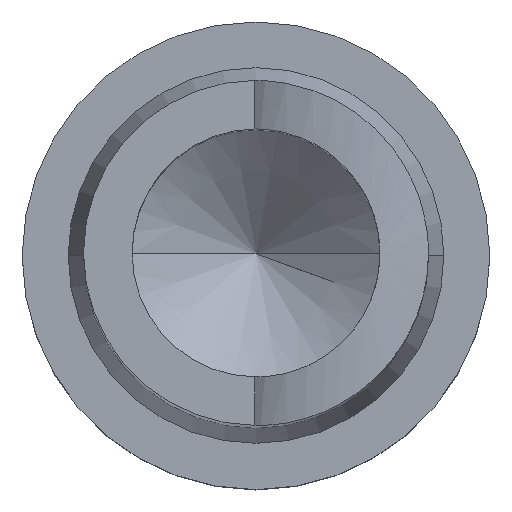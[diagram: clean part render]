
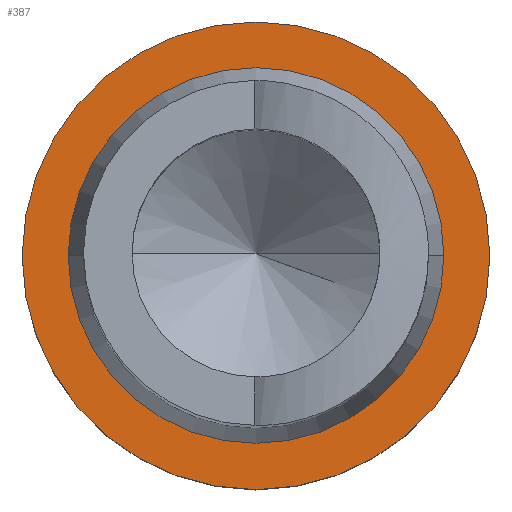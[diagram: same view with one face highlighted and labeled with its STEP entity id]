
A CAD part, top view. The second image highlights one B-rep face of the part: STEP entity #387.
In plain terms, the highlighted planar face has unit normal (0, 0, 1).
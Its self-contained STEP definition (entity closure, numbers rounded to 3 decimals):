
#23 = CARTESIAN_POINT ( 'NONE',  ( 0., 0., 0.79 ) ) ;
#26 = DIRECTION ( 'NONE',  ( -1., 0., 0. ) ) ;
#28 = EDGE_LOOP ( 'NONE', ( #168, #418 ) ) ;
#87 = DIRECTION ( 'NONE',  ( 0., 0., 1. ) ) ;
#107 = AXIS2_PLACEMENT_3D ( 'NONE', #269, #87, #179 ) ;
#108 = CARTESIAN_POINT ( 'NONE',  ( -0.915, 0., 0.79 ) ) ;
#126 = CARTESIAN_POINT ( 'NONE',  ( 0., 0., 0.79 ) ) ;
#129 = DIRECTION ( 'NONE',  ( 0., 0., 1. ) ) ;
#160 = EDGE_CURVE ( 'NONE', #345, #545, #291, .T. ) ;
#168 = ORIENTED_EDGE ( 'NONE', *, *, #350, .F. ) ;
#179 = DIRECTION ( 'NONE',  ( 1., 0., 0. ) ) ;
#193 = AXIS2_PLACEMENT_3D ( 'NONE', #237, #539, #327 ) ;
#194 = CARTESIAN_POINT ( 'NONE',  ( -0.915, 0., 0.79 ) ) ;
#203 = EDGE_CURVE ( 'NONE', #545, #345, #204, .T. ) ;
#204 = CIRCLE ( 'NONE', #107, 0.915 ) ;
#233 = FACE_BOUND ( 'NONE', #28, .T. ) ;
#237 = CARTESIAN_POINT ( 'NONE',  ( 0., 0., 0.79 ) ) ;
#246 = CARTESIAN_POINT ( 'NONE',  ( 0.675, 0., 0.79 ) ) ;
#249 = VERTEX_POINT ( 'NONE', #315 ) ;
#255 = CIRCLE ( 'NONE', #518, 0.675 ) ;
#269 = CARTESIAN_POINT ( 'NONE',  ( 0., 0., 0.79 ) ) ;
#284 = EDGE_CURVE ( 'NONE', #249, #499, #255, .T. ) ;
#287 = DIRECTION ( 'NONE',  ( 0., 0., -1. ) ) ;
#291 = CIRCLE ( 'NONE', #445, 0.915 ) ;
#315 = CARTESIAN_POINT ( 'NONE',  ( -0.675, 0., 0.79 ) ) ;
#324 = EDGE_LOOP ( 'NONE', ( #513, #506 ) ) ;
#327 = DIRECTION ( 'NONE',  ( 1., 0., 0. ) ) ;
#345 = VERTEX_POINT ( 'NONE', #194 ) ;
#350 = EDGE_CURVE ( 'NONE', #499, #249, #497, .T. ) ;
#365 = DIRECTION ( 'NONE',  ( 0., 0., 1. ) ) ;
#373 = AXIS2_PLACEMENT_3D ( 'NONE', #108, #287, #26 ) ;
#387 = ADVANCED_FACE ( 'NONE', ( #233, #415 ), #486, .F. ) ;
#406 = DIRECTION ( 'NONE',  ( 1., 0., 0. ) ) ;
#415 = FACE_OUTER_BOUND ( 'NONE', #324, .T. ) ;
#418 = ORIENTED_EDGE ( 'NONE', *, *, #284, .F. ) ;
#420 = CARTESIAN_POINT ( 'NONE',  ( 0.915, 0., 0.79 ) ) ;
#427 = DIRECTION ( 'NONE',  ( 1., 0., 0. ) ) ;
#445 = AXIS2_PLACEMENT_3D ( 'NONE', #126, #129, #427 ) ;
#486 = PLANE ( 'NONE',  #373 ) ;
#497 = CIRCLE ( 'NONE', #193, 0.675 ) ;
#499 = VERTEX_POINT ( 'NONE', #246 ) ;
#506 = ORIENTED_EDGE ( 'NONE', *, *, #160, .T. ) ;
#513 = ORIENTED_EDGE ( 'NONE', *, *, #203, .T. ) ;
#518 = AXIS2_PLACEMENT_3D ( 'NONE', #23, #365, #406 ) ;
#539 = DIRECTION ( 'NONE',  ( 0., 0., 1. ) ) ;
#545 = VERTEX_POINT ( 'NONE', #420 ) ;
